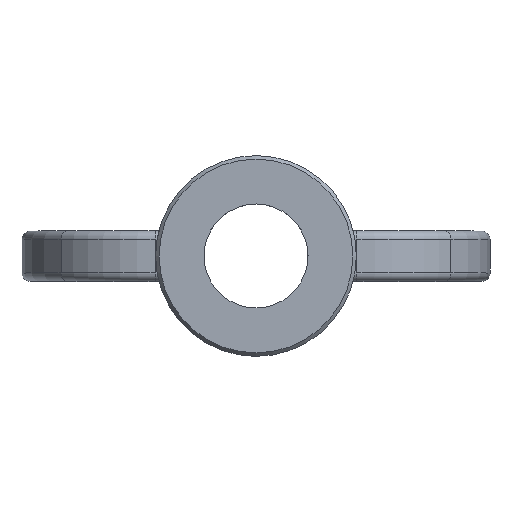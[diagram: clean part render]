
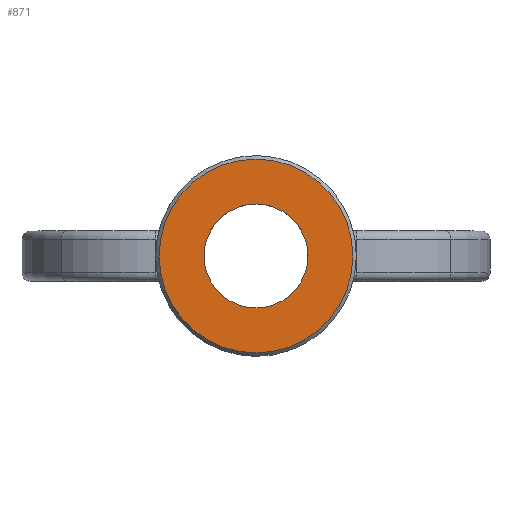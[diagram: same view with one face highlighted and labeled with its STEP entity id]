
A CAD part, top view. The second image highlights one B-rep face of the part: STEP entity #871.
In plain terms, the highlighted planar face has unit normal (0, 0, 1).
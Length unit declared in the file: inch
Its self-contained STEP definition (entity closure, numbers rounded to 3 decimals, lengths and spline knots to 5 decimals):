
#113=PLANE('',#1016);
#153=FACE_BOUND('',#265,.T.);
#206=FACE_OUTER_BOUND('',#264,.T.);
#264=EDGE_LOOP('',(#793));
#265=EDGE_LOOP('',(#794));
#270=CIRCLE('',#896,0.23284);
#273=CIRCLE('',#900,0.125);
#346=VERTEX_POINT('',#1310);
#349=VERTEX_POINT('',#1317);
#426=EDGE_CURVE('',#346,#346,#270,.T.);
#429=EDGE_CURVE('',#349,#349,#273,.T.);
#793=ORIENTED_EDGE('',*,*,#426,.T.);
#794=ORIENTED_EDGE('',*,*,#429,.F.);
#871=ADVANCED_FACE('',(#206,#153),#113,.T.);
#896=AXIS2_PLACEMENT_3D('',#1311,#1026,#1027);
#900=AXIS2_PLACEMENT_3D('',#1318,#1034,#1035);
#1016=AXIS2_PLACEMENT_3D('',#1762,#1296,#1297);
#1026=DIRECTION('center_axis',(0.,0.,1.));
#1027=DIRECTION('ref_axis',(1.,0.,0.));
#1034=DIRECTION('center_axis',(0.,0.,1.));
#1035=DIRECTION('ref_axis',(1.,0.,0.));
#1296=DIRECTION('center_axis',(0.,0.,1.));
#1297=DIRECTION('ref_axis',(1.,0.,0.));
#1310=CARTESIAN_POINT('',(-0.23284,0.,0.));
#1311=CARTESIAN_POINT('Origin',(0.,0.,0.));
#1317=CARTESIAN_POINT('',(0.125,0.,0.));
#1318=CARTESIAN_POINT('Origin',(0.,0.,0.));
#1762=CARTESIAN_POINT('Origin',(0.,0.,0.));
